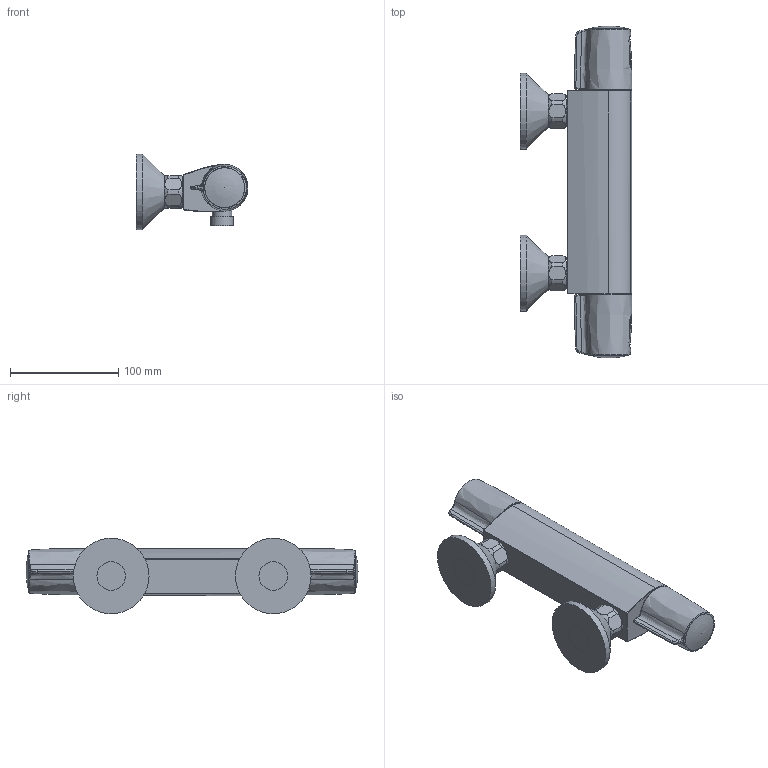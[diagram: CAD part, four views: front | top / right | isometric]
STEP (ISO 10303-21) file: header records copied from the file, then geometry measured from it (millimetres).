
FILE_DESCRIPTION(/* description */ ('Unknown'),/* implementation_level */ '2;1');
FILE_NAME(/* name */ '34229002',/* time_stamp */ '2022-09-07T10:30:46+02:00',/* author */ ('Unknown'),/* organization */ ('GROHE AG'),/* preprocessor_version */ 'ST-DEVELOPER v16.7',/* originating_system */ 'DEX',/* authorisation */ $);
FILE_SCHEMA (('AUTOMOTIVE_DESIGN {1 0 10303 214 3 1 1}'));
Length unit declared in the file: millimetre
Products named in the file (4): 34229002; id11; cad1521E90w8; g018EF51kjzr
Assembly tree (3 placements, depth 2):
  34229002
    id11
    cad1521E90w8
    g018EF51kjzr
Bounding box: 103.65 x 307.28 x 70 mm (x, y, z)
Volume: 130281.8 mm3; surface area: 89034.2 mm2
Topology: 4 solids, 16 shells, 253 faces, 668 edges, 428 vertices
Faces by surface type: bspline 175, plane 31, cylinder 31, torus 12, cone 4
Full cylindrical faces by diameter (mm): 18 x1, 20.9 x2, 20.96 x1, 22.225 x1, 70 x2
Entity records: 14428 total; most frequent: CARTESIAN_POINT 9292, ORIENTED_EDGE 1154, EDGE_CURVE 640, DIRECTION 605, VERTEX_POINT 422, B_SPLINE_CURVE_WITH_KNOTS 355, FACE_BOUND 276, EDGE_LOOP 274
